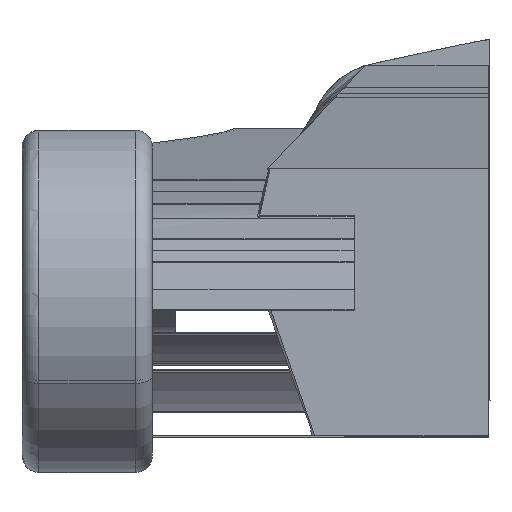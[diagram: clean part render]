
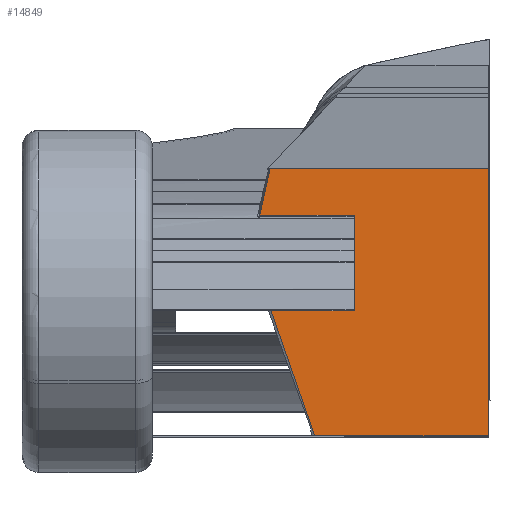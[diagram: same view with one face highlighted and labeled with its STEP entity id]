
A CAD part, left-side view. The second image highlights one B-rep face of the part: STEP entity #14849.
In plain terms, the highlighted face is planar.
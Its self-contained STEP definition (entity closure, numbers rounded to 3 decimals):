
#14419=CARTESIAN_POINT('Line Origine',(5.283,-51.767,187.154)) ;
#14423=CARTESIAN_POINT('Vertex',(0.467,-4.577,322.867)) ;
#14425=CARTESIAN_POINT('Vertex',(10.099,-98.958,51.44)) ;
#14489=CARTESIAN_POINT('Line Origine',(1.889,-18.514,386.491)) ;
#14493=CARTESIAN_POINT('Vertex',(3.312,-32.451,449.844)) ;
#14495=CARTESIAN_POINT('Vertex',(0.467,-4.577,323.138)) ;
#14534=CARTESIAN_POINT('Vertex',(36.3,-355.703,449.844)) ;
#14556=CARTESIAN_POINT('Line Origine',(19.806,-194.077,449.844)) ;
#14671=CARTESIAN_POINT('Axis2P3D Location',(36.3,-355.703,-90.011)) ;
#14824=CARTESIAN_POINT('Line Origine',(36.3,-355.703,250.642)) ;
#14828=CARTESIAN_POINT('Vertex',(36.3,-355.703,51.44)) ;
#14831=CARTESIAN_POINT('Line Origine',(0.467,-4.577,323.003)) ;
#14836=CARTESIAN_POINT('Line Origine',(23.199,-227.33,51.44)) ;
#14420=DIRECTION('Vector Direction',(0.033,-0.328,-0.944)) ;
#14490=DIRECTION('Vector Direction',(-0.022,0.215,-0.976)) ;
#14557=DIRECTION('Vector Direction',(0.102,-0.995,0.)) ;
#14672=DIRECTION('Axis2P3D Direction',(-0.995,-0.102,0.)) ;
#14673=DIRECTION('Axis2P3D XDirection',(0.,0.,1.)) ;
#14825=DIRECTION('Vector Direction',(0.,0.,1.)) ;
#14832=DIRECTION('Vector Direction',(0.,0.,-1.)) ;
#14837=DIRECTION('Vector Direction',(0.102,-0.995,0.)) ;
#14674=AXIS2_PLACEMENT_3D('Plane Axis2P3D',#14671,#14672,#14673) ;
#14842=ORIENTED_EDGE('',*,*,#14830,.T.) ;
#14843=ORIENTED_EDGE('',*,*,#14560,.F.) ;
#14844=ORIENTED_EDGE('',*,*,#14497,.T.) ;
#14845=ORIENTED_EDGE('',*,*,#14835,.T.) ;
#14846=ORIENTED_EDGE('',*,*,#14427,.T.) ;
#14847=ORIENTED_EDGE('',*,*,#14840,.T.) ;
#14421=VECTOR('Line Direction',#14420,1.) ;
#14491=VECTOR('Line Direction',#14490,1.) ;
#14558=VECTOR('Line Direction',#14557,1.) ;
#14826=VECTOR('Line Direction',#14825,1.) ;
#14833=VECTOR('Line Direction',#14832,1.) ;
#14838=VECTOR('Line Direction',#14837,1.) ;
#14849=ADVANCED_FACE('',(#14848),#14675,.T.) ;
#14427=EDGE_CURVE('',#14424,#14426,#14422,.T.) ;
#14497=EDGE_CURVE('',#14494,#14496,#14492,.T.) ;
#14560=EDGE_CURVE('',#14494,#14535,#14559,.T.) ;
#14830=EDGE_CURVE('',#14829,#14535,#14827,.T.) ;
#14835=EDGE_CURVE('',#14496,#14424,#14834,.T.) ;
#14840=EDGE_CURVE('',#14426,#14829,#14839,.T.) ;
#14841=EDGE_LOOP('',(#14842,#14843,#14844,#14845,#14846,#14847)) ;
#14848=FACE_OUTER_BOUND('',#14841,.T.) ;
#14422=LINE('Line',#14419,#14421) ;
#14492=LINE('Line',#14489,#14491) ;
#14559=LINE('Line',#14556,#14558) ;
#14827=LINE('Line',#14824,#14826) ;
#14834=LINE('Line',#14831,#14833) ;
#14839=LINE('Line',#14836,#14838) ;
#14675=PLANE('Plane',#14674) ;
#14424=VERTEX_POINT('',#14423) ;
#14426=VERTEX_POINT('',#14425) ;
#14494=VERTEX_POINT('',#14493) ;
#14496=VERTEX_POINT('',#14495) ;
#14535=VERTEX_POINT('',#14534) ;
#14829=VERTEX_POINT('',#14828) ;
